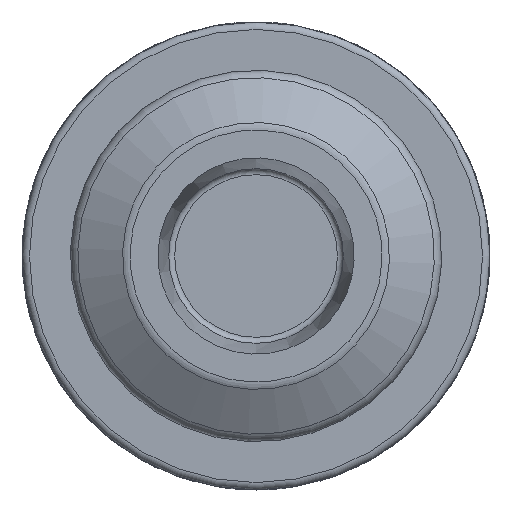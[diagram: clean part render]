
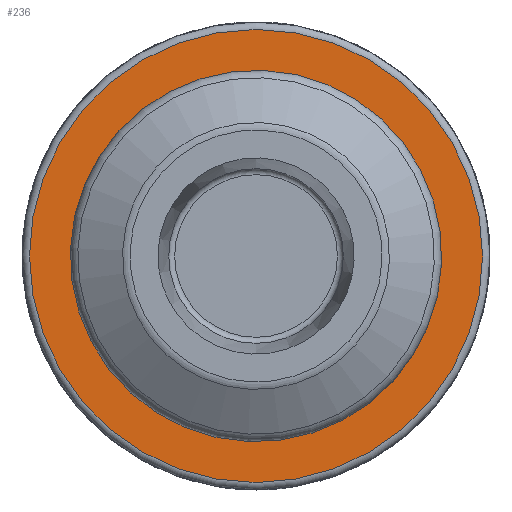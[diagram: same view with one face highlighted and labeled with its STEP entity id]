
A CAD part, left-side view. The second image highlights one B-rep face of the part: STEP entity #236.
In plain terms, the highlighted planar face has unit normal (-1, 0, 0).
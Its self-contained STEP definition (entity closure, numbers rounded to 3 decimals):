
#236=ADVANCED_FACE('',(#450,#451),#300,.F.);
#300=PLANE('',#1462);
#450=FACE_BOUND('',#549,.T.);
#451=FACE_BOUND('',#550,.T.);
#549=EDGE_LOOP('',(#777));
#550=EDGE_LOOP('',(#778));
#777=ORIENTED_EDGE('',*,*,#1246,.T.);
#778=ORIENTED_EDGE('',*,*,#1245,.F.);
#1086=VERTEX_POINT('',#2535);
#1087=VERTEX_POINT('',#2538);
#1245=EDGE_CURVE('',#1086,#1086,#1353,.T.);
#1246=EDGE_CURVE('',#1087,#1087,#1354,.T.);
#1353=CIRCLE('',#1459,30.495);
#1354=CIRCLE('',#1461,23.652);
#1459=AXIS2_PLACEMENT_3D('',#2534,#1716,#1717);
#1461=AXIS2_PLACEMENT_3D('',#2537,#1720,#1721);
#1462=AXIS2_PLACEMENT_3D('',#2539,#1722,#1723);
#1716=DIRECTION('',(1.,0.,0.));
#1717=DIRECTION('',(0.,0.,1.));
#1720=DIRECTION('',(1.,0.,0.));
#1721=DIRECTION('',(0.,0.,1.));
#1722=DIRECTION('',(1.,0.,0.));
#1723=DIRECTION('',(0.,0.,-1.));
#2534=CARTESIAN_POINT('',(30.,0.,0.));
#2535=CARTESIAN_POINT('',(30.,0.,30.495));
#2537=CARTESIAN_POINT('',(30.,0.,0.));
#2538=CARTESIAN_POINT('',(30.,0.,23.652));
#2539=CARTESIAN_POINT('',(30.,30.495,0.));
